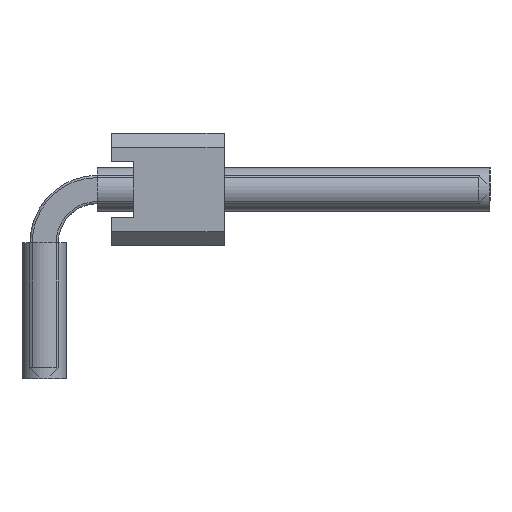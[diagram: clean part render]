
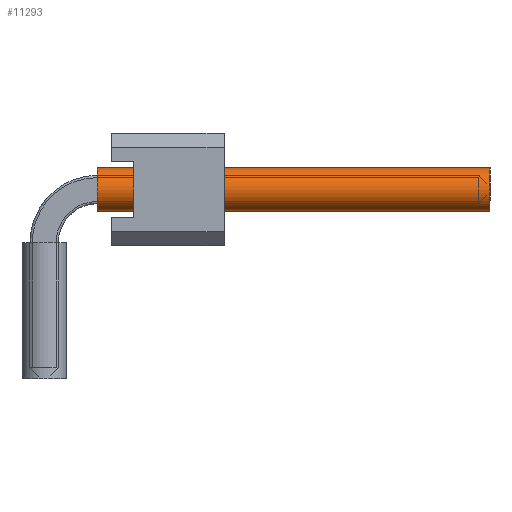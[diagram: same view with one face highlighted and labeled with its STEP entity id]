
A CAD part, left-side view. The second image highlights one B-rep face of the part: STEP entity #11293.
In plain terms, the highlighted cylindrical face has radius 0.5 mm (diameter 1 mm), a full revolution.
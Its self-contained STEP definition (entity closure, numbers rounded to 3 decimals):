
#6366=ORIENTED_EDGE('',*,*,#7976,.F.);
#6367=ORIENTED_EDGE('',*,*,#7977,.T.);
#7976=EDGE_CURVE('',#9048,#9048,#9356,.T.);
#7977=EDGE_CURVE('',#9049,#9049,#9357,.T.);
#9048=VERTEX_POINT('',#18564);
#9049=VERTEX_POINT('',#18566);
#9356=CIRCLE('',#12203,0.5);
#9357=CIRCLE('',#12204,0.5);
#9974=EDGE_LOOP('',(#6366));
#9975=EDGE_LOOP('',(#6367));
#10592=FACE_BOUND('',#9974,.T.);
#10593=FACE_BOUND('',#9975,.T.);
#10749=CYLINDRICAL_SURFACE('',#12202,0.5);
#11293=ADVANCED_FACE('',(#10592,#10593),#10749,.F.);
#12202=AXIS2_PLACEMENT_3D('',#18562,#15261,#15262);
#12203=AXIS2_PLACEMENT_3D('',#18563,#15263,#15264);
#12204=AXIS2_PLACEMENT_3D('',#18565,#15265,#15266);
#15261=DIRECTION('',(1.,0.,0.));
#15262=DIRECTION('',(0.,0.,-1.));
#15263=DIRECTION('',(-1.,0.,0.));
#15264=DIRECTION('',(0.,0.,1.));
#15265=DIRECTION('',(-1.,0.,0.));
#15266=DIRECTION('',(0.,0.,1.));
#18562=CARTESIAN_POINT('',(1.2,0.,4.27));
#18563=CARTESIAN_POINT('',(10.06,0.,4.27));
#18564=CARTESIAN_POINT('',(10.06,0.,4.77));
#18565=CARTESIAN_POINT('',(1.2,0.,4.27));
#18566=CARTESIAN_POINT('',(1.2,0.,4.77));
